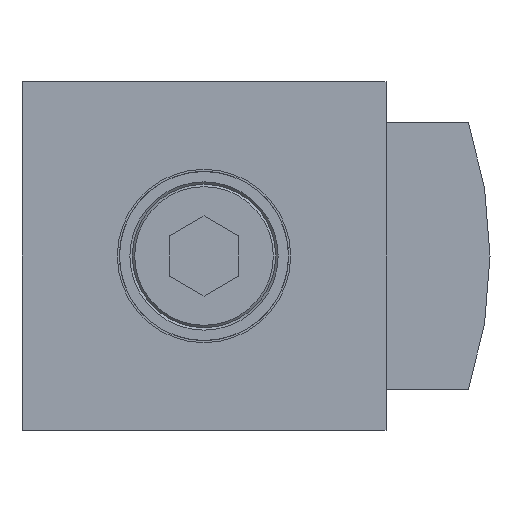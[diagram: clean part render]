
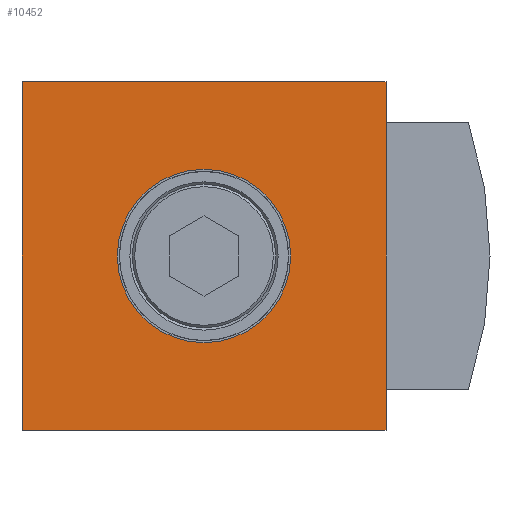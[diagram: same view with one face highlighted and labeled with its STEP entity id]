
A CAD part, front view. The second image highlights one B-rep face of the part: STEP entity #10452.
In plain terms, the highlighted planar face has unit normal (0, -1, 0).
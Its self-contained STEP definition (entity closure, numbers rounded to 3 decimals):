
#155=PLANE('',#10989);
#444=LINE('',#13734,#1260);
#550=LINE('',#13956,#1366);
#565=LINE('',#13994,#1381);
#635=LINE('',#14247,#1451);
#1260=VECTOR('',#11533,1000.);
#1366=VECTOR('',#11705,1000.);
#1381=VECTOR('',#11734,1000.);
#1451=VECTOR('',#11940,1000.);
#2711=ORIENTED_EDGE('',*,*,#4802,.F.);
#2712=ORIENTED_EDGE('',*,*,#4402,.F.);
#2713=ORIENTED_EDGE('',*,*,#4516,.F.);
#2714=ORIENTED_EDGE('',*,*,#4659,.F.);
#2715=ORIENTED_EDGE('',*,*,#4536,.F.);
#4402=EDGE_CURVE('',#5520,#5521,#444,.T.);
#4516=EDGE_CURVE('',#5603,#5520,#550,.T.);
#4536=EDGE_CURVE('',#5521,#5620,#565,.T.);
#4659=EDGE_CURVE('',#5620,#5603,#635,.T.);
#4802=EDGE_CURVE('',#5849,#5849,#6301,.T.);
#5520=VERTEX_POINT('',#13733);
#5521=VERTEX_POINT('',#13735);
#5603=VERTEX_POINT('',#13955);
#5620=VERTEX_POINT('',#13995);
#5849=VERTEX_POINT('',#14531);
#6301=CIRCLE('',#10990,10.);
#6514=EDGE_LOOP('',(#2711));
#6515=EDGE_LOOP('',(#2712,#2713,#2714,#2715));
#6982=FACE_BOUND('',#6514,.T.);
#6983=FACE_BOUND('',#6515,.T.);
#10452=ADVANCED_FACE('',(#6982,#6983),#155,.F.);
#10989=AXIS2_PLACEMENT_3D('',#14529,#12171,#12172);
#10990=AXIS2_PLACEMENT_3D('',#14530,#12173,#12174);
#11533=DIRECTION('',(0.,0.,1.));
#11705=DIRECTION('',(-1.,0.,0.));
#11734=DIRECTION('',(1.,0.,0.));
#11940=DIRECTION('',(0.,0.,-1.));
#12171=DIRECTION('',(0.,1.,0.));
#12172=DIRECTION('',(0.,0.,1.));
#12173=DIRECTION('',(0.,-1.,0.));
#12174=DIRECTION('',(0.,0.,-1.));
#13733=CARTESIAN_POINT('',(-21.,-31.5,-20.1));
#13734=CARTESIAN_POINT('',(-21.,-31.5,-20.1));
#13735=CARTESIAN_POINT('',(-21.,-31.5,20.1));
#13955=CARTESIAN_POINT('',(21.,-31.5,-20.1));
#13956=CARTESIAN_POINT('',(21.,-31.5,-20.1));
#13994=CARTESIAN_POINT('',(-21.,-31.5,20.1));
#13995=CARTESIAN_POINT('',(21.,-31.5,20.1));
#14247=CARTESIAN_POINT('',(21.,-31.5,20.1));
#14529=CARTESIAN_POINT('',(0.,-31.5,0.));
#14530=CARTESIAN_POINT('',(0.,-31.5,0.));
#14531=CARTESIAN_POINT('',(0.,-31.5,-10.));
